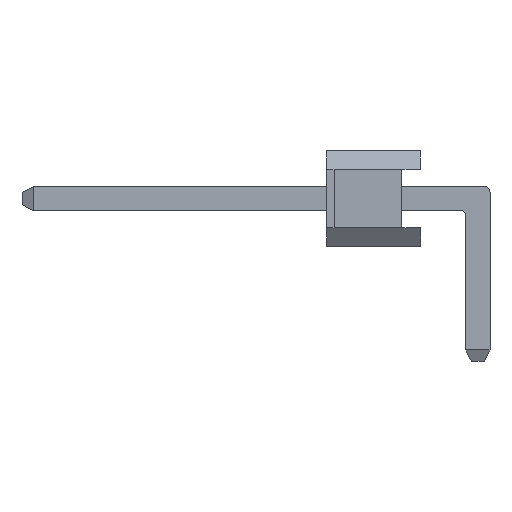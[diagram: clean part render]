
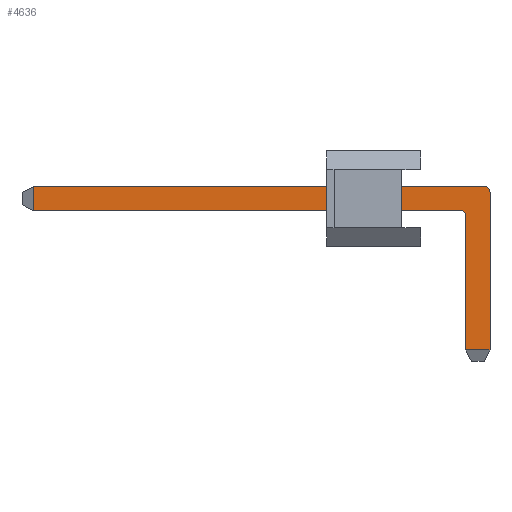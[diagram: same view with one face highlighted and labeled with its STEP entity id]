
A CAD part, left-side view. The second image highlights one B-rep face of the part: STEP entity #4636.
In plain terms, the highlighted planar face has unit normal (-1, 0, 0).
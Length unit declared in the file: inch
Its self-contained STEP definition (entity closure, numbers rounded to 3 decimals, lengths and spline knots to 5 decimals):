
#16 = AXIS2_PLACEMENT_3D ( 'NONE', #1593, #4284, #2002 ) ;
#21 = LINE ( 'NONE', #4340, #4121 ) ;
#231 = CARTESIAN_POINT ( 'NONE',  ( 0., 0.08279, 0.14567 ) ) ;
#356 = CIRCLE ( 'NONE', #16, 0.00591 ) ;
#460 = LINE ( 'NONE', #231, #4418 ) ;
#495 = EDGE_CURVE ( 'NONE', #1637, #2977, #1603, .T. ) ;
#503 = CARTESIAN_POINT ( 'NONE',  ( 0., 0.0311, 0.14567 ) ) ;
#505 = DIRECTION ( 'NONE',  ( 0., 0., -1. ) ) ;
#515 = EDGE_CURVE ( 'NONE', #4764, #1182, #460, .T. ) ;
#704 = EDGE_CURVE ( 'NONE', #857, #1141, #2826, .T. ) ;
#793 = DIRECTION ( 'NONE',  ( 0., -1., 0. ) ) ;
#857 = VERTEX_POINT ( 'NONE', #2686 ) ;
#923 = ORIENTED_EDGE ( 'NONE', *, *, #495, .T. ) ;
#945 = DIRECTION ( 'NONE',  ( -1., 0., 0. ) ) ;
#1049 = ORIENTED_EDGE ( 'NONE', *, *, #4819, .T. ) ;
#1141 = VERTEX_POINT ( 'NONE', #3283 ) ;
#1182 = VERTEX_POINT ( 'NONE', #503 ) ;
#1267 = VECTOR ( 'NONE', #505, 39.37008 ) ;
#1517 = CARTESIAN_POINT ( 'NONE',  ( 0., 0.08279, -0.06614 ) ) ;
#1592 = CARTESIAN_POINT ( 'NONE',  ( 0., 0., 0. ) ) ;
#1593 = CARTESIAN_POINT ( 'NONE',  ( 0., 0.0311, 0.13976 ) ) ;
#1603 = LINE ( 'NONE', #3693, #2765 ) ;
#1637 = VERTEX_POINT ( 'NONE', #3792 ) ;
#1692 = CARTESIAN_POINT ( 'NONE',  ( 0., 0., -0.06614 ) ) ;
#1958 = DIRECTION ( 'NONE',  ( 0., 1., 0. ) ) ;
#2002 = DIRECTION ( 'NONE',  ( 0., 0., -1. ) ) ;
#2263 = VERTEX_POINT ( 'NONE', #4606 ) ;
#2304 = LINE ( 'NONE', #2440, #1267 ) ;
#2371 = VERTEX_POINT ( 'NONE', #3133 ) ;
#2440 = CARTESIAN_POINT ( 'NONE',  ( 0., 0.0252, -0.06614 ) ) ;
#2474 = EDGE_CURVE ( 'NONE', #2371, #1637, #2304, .T. ) ;
#2686 = CARTESIAN_POINT ( 'NONE',  ( 0., 0., 0.16496 ) ) ;
#2736 = CARTESIAN_POINT ( 'NONE',  ( 0., 0.08279, 0.17087 ) ) ;
#2765 = VECTOR ( 'NONE', #3982, 39.37008 ) ;
#2825 = FACE_OUTER_BOUND ( 'NONE', #3827, .T. ) ;
#2826 = CIRCLE ( 'NONE', #3418, 0.00591 ) ;
#2844 = EDGE_CURVE ( 'NONE', #1182, #2371, #356, .T. ) ;
#2860 = ORIENTED_EDGE ( 'NONE', *, *, #515, .T. ) ;
#2977 = VERTEX_POINT ( 'NONE', #1592 ) ;
#2984 = ORIENTED_EDGE ( 'NONE', *, *, #3794, .T. ) ;
#3109 = DIRECTION ( 'NONE',  ( -1., 0., 0. ) ) ;
#3133 = CARTESIAN_POINT ( 'NONE',  ( 0., 0.0252, 0.13976 ) ) ;
#3190 = CARTESIAN_POINT ( 'NONE',  ( 0., 0.47728, 0.14567 ) ) ;
#3253 = DIRECTION ( 'NONE',  ( 0., 1., 0. ) ) ;
#3283 = CARTESIAN_POINT ( 'NONE',  ( 0., 0.00591, 0.17087 ) ) ;
#3312 = VECTOR ( 'NONE', #3987, 39.37008 ) ;
#3418 = AXIS2_PLACEMENT_3D ( 'NONE', #3632, #945, #3253 ) ;
#3431 = LINE ( 'NONE', #1692, #3312 ) ;
#3578 = DIRECTION ( 'NONE',  ( 0., 0., -1. ) ) ;
#3632 = CARTESIAN_POINT ( 'NONE',  ( 0., 0.00591, 0.16496 ) ) ;
#3693 = CARTESIAN_POINT ( 'NONE',  ( 0., 0.08279, 0. ) ) ;
#3704 = DIRECTION ( 'NONE',  ( 0., -1., 0. ) ) ;
#3792 = CARTESIAN_POINT ( 'NONE',  ( 0., 0.0252, 0. ) ) ;
#3794 = EDGE_CURVE ( 'NONE', #2977, #857, #3431, .T. ) ;
#3827 = EDGE_LOOP ( 'NONE', ( #2860, #3862, #4864, #923, #2984, #3976, #4982, #1049 ) ) ;
#3862 = ORIENTED_EDGE ( 'NONE', *, *, #2844, .T. ) ;
#3976 = ORIENTED_EDGE ( 'NONE', *, *, #704, .T. ) ;
#3982 = DIRECTION ( 'NONE',  ( 0., -1., 0. ) ) ;
#3987 = DIRECTION ( 'NONE',  ( 0., 0., 1. ) ) ;
#4121 = VECTOR ( 'NONE', #3578, 39.37008 ) ;
#4226 = PLANE ( 'NONE',  #4397 ) ;
#4284 = DIRECTION ( 'NONE',  ( 1., 0., 0. ) ) ;
#4340 = CARTESIAN_POINT ( 'NONE',  ( 0., 0.47728, -0.06614 ) ) ;
#4397 = AXIS2_PLACEMENT_3D ( 'NONE', #1517, #3109, #793 ) ;
#4418 = VECTOR ( 'NONE', #3704, 39.37008 ) ;
#4593 = VECTOR ( 'NONE', #1958, 39.37008 ) ;
#4606 = CARTESIAN_POINT ( 'NONE',  ( 0., 0.47728, 0.17087 ) ) ;
#4636 = ADVANCED_FACE ( 'NONE', ( #2825 ), #4226, .T. ) ;
#4652 = EDGE_CURVE ( 'NONE', #1141, #2263, #4709, .T. ) ;
#4709 = LINE ( 'NONE', #2736, #4593 ) ;
#4764 = VERTEX_POINT ( 'NONE', #3190 ) ;
#4819 = EDGE_CURVE ( 'NONE', #2263, #4764, #21, .T. ) ;
#4864 = ORIENTED_EDGE ( 'NONE', *, *, #2474, .T. ) ;
#4982 = ORIENTED_EDGE ( 'NONE', *, *, #4652, .T. ) ;
